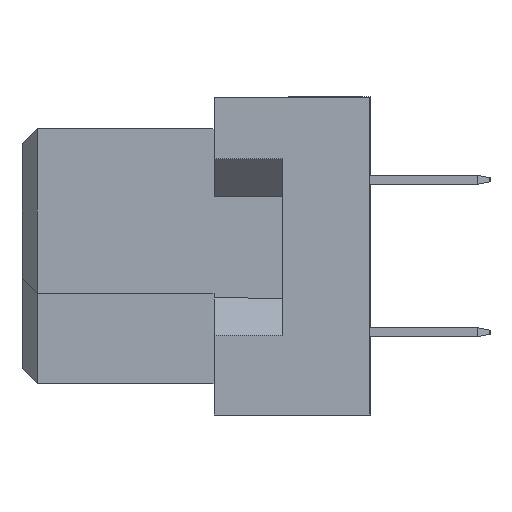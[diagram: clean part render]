
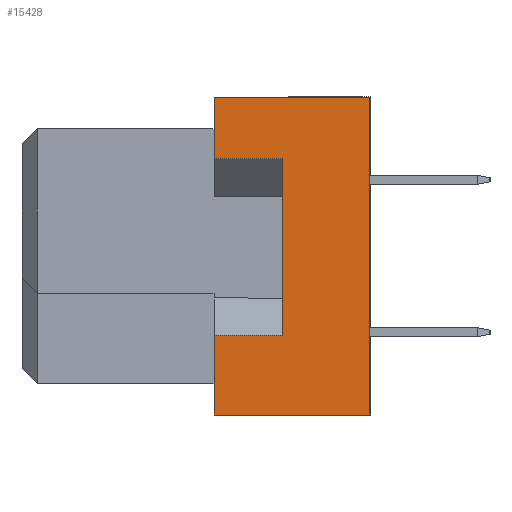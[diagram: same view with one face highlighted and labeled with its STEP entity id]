
A CAD part, left-side view. The second image highlights one B-rep face of the part: STEP entity #15428.
In plain terms, the highlighted planar face has unit normal (-1, 0, 0).
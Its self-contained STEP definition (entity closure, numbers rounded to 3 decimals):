
#314 = CARTESIAN_POINT ( 'NONE',  ( -27.5, -6.4, -5.3 ) ) ;
#393 = CARTESIAN_POINT ( 'NONE',  ( -27.5, -8.7, -2.65 ) ) ;
#532 = VECTOR ( 'NONE', #8220, 1000. ) ;
#691 = VECTOR ( 'NONE', #13686, 1000. ) ;
#756 = CARTESIAN_POINT ( 'NONE',  ( -27.5, -6.4, -5.3 ) ) ;
#1048 = DIRECTION ( 'NONE',  ( -1., 0., 0. ) ) ;
#1092 = AXIS2_PLACEMENT_3D ( 'NONE', #2857, #1048, #13899 ) ;
#1147 = VERTEX_POINT ( 'NONE', #393 ) ;
#1451 = VERTEX_POINT ( 'NONE', #13030 ) ;
#2006 = VECTOR ( 'NONE', #6647, 1000. ) ;
#2029 = LINE ( 'NONE', #17920, #6378 ) ;
#2740 = CARTESIAN_POINT ( 'NONE',  ( -27.5, -11.6, 5.3 ) ) ;
#2778 = VERTEX_POINT ( 'NONE', #12824 ) ;
#2786 = ORIENTED_EDGE ( 'NONE', *, *, #12088, .T. ) ;
#2857 = CARTESIAN_POINT ( 'NONE',  ( -27.5, -11.6, 5.3 ) ) ;
#3704 = ORIENTED_EDGE ( 'NONE', *, *, #16781, .F. ) ;
#4863 = LINE ( 'NONE', #314, #2006 ) ;
#5477 = VECTOR ( 'NONE', #15368, 1000. ) ;
#5568 = ORIENTED_EDGE ( 'NONE', *, *, #20784, .F. ) ;
#5898 = LINE ( 'NONE', #15367, #18843 ) ;
#5932 = DIRECTION ( 'NONE',  ( 0., 1., 0. ) ) ;
#5995 = VERTEX_POINT ( 'NONE', #7047 ) ;
#6378 = VECTOR ( 'NONE', #19495, 1000. ) ;
#6647 = DIRECTION ( 'NONE',  ( 0., 0., 1. ) ) ;
#6818 = CARTESIAN_POINT ( 'NONE',  ( -27.5, -6.4, 5.3 ) ) ;
#7047 = CARTESIAN_POINT ( 'NONE',  ( -27.5, -6.4, -2.65 ) ) ;
#7279 = CARTESIAN_POINT ( 'NONE',  ( -27.5, -11.6, 5.3 ) ) ;
#7508 = DIRECTION ( 'NONE',  ( 0., 1., 0. ) ) ;
#7530 = VERTEX_POINT ( 'NONE', #6818 ) ;
#7706 = PLANE ( 'NONE',  #1092 ) ;
#8220 = DIRECTION ( 'NONE',  ( 0., 0., 1. ) ) ;
#8294 = EDGE_CURVE ( 'NONE', #1451, #7530, #14320, .T. ) ;
#8528 = VECTOR ( 'NONE', #7508, 1000. ) ;
#8849 = VECTOR ( 'NONE', #5932, 1000. ) ;
#9265 = VERTEX_POINT ( 'NONE', #10639 ) ;
#10315 = LINE ( 'NONE', #7279, #691 ) ;
#10408 = DIRECTION ( 'NONE',  ( 0., 1., 0. ) ) ;
#10542 = LINE ( 'NONE', #10760, #8528 ) ;
#10639 = CARTESIAN_POINT ( 'NONE',  ( -27.5, -11.6, -5.3 ) ) ;
#10760 = CARTESIAN_POINT ( 'NONE',  ( -27.5, -11.6, -5.3 ) ) ;
#11350 = ORIENTED_EDGE ( 'NONE', *, *, #16280, .T. ) ;
#12088 = EDGE_CURVE ( 'NONE', #18740, #7530, #13785, .T. ) ;
#12743 = CARTESIAN_POINT ( 'NONE',  ( -27.5, -6.4, -5.3 ) ) ;
#12824 = CARTESIAN_POINT ( 'NONE',  ( -27.5, -8.7, 3.25 ) ) ;
#13001 = EDGE_LOOP ( 'NONE', ( #11350, #5568, #3704, #13610, #2786, #20773, #14091, #17883 ) ) ;
#13030 = CARTESIAN_POINT ( 'NONE',  ( -27.5, -6.4, 3.25 ) ) ;
#13610 = ORIENTED_EDGE ( 'NONE', *, *, #18549, .T. ) ;
#13686 = DIRECTION ( 'NONE',  ( 0., 0., 1. ) ) ;
#13785 = LINE ( 'NONE', #2740, #5477 ) ;
#13899 = DIRECTION ( 'NONE',  ( 0., 0., 1. ) ) ;
#13928 = LINE ( 'NONE', #20336, #8849 ) ;
#14091 = ORIENTED_EDGE ( 'NONE', *, *, #18516, .F. ) ;
#14320 = LINE ( 'NONE', #12743, #532 ) ;
#14832 = VERTEX_POINT ( 'NONE', #756 ) ;
#15367 = CARTESIAN_POINT ( 'NONE',  ( -27.5, -8.7, 3.25 ) ) ;
#15368 = DIRECTION ( 'NONE',  ( 0., 1., 0. ) ) ;
#15428 = ADVANCED_FACE ( 'NONE', ( #18732 ), #7706, .T. ) ;
#16280 = EDGE_CURVE ( 'NONE', #1147, #5995, #13928, .T. ) ;
#16781 = EDGE_CURVE ( 'NONE', #9265, #14832, #10542, .T. ) ;
#17883 = ORIENTED_EDGE ( 'NONE', *, *, #20367, .F. ) ;
#17920 = CARTESIAN_POINT ( 'NONE',  ( -27.5, -8.7, -2.65 ) ) ;
#18075 = CARTESIAN_POINT ( 'NONE',  ( -27.5, -11.6, 5.3 ) ) ;
#18516 = EDGE_CURVE ( 'NONE', #2778, #1451, #5898, .T. ) ;
#18549 = EDGE_CURVE ( 'NONE', #9265, #18740, #10315, .T. ) ;
#18732 = FACE_OUTER_BOUND ( 'NONE', #13001, .T. ) ;
#18740 = VERTEX_POINT ( 'NONE', #18075 ) ;
#18843 = VECTOR ( 'NONE', #10408, 1000. ) ;
#19495 = DIRECTION ( 'NONE',  ( 0., 0., 1. ) ) ;
#20336 = CARTESIAN_POINT ( 'NONE',  ( -27.5, -8.7, -2.65 ) ) ;
#20367 = EDGE_CURVE ( 'NONE', #1147, #2778, #2029, .T. ) ;
#20773 = ORIENTED_EDGE ( 'NONE', *, *, #8294, .F. ) ;
#20784 = EDGE_CURVE ( 'NONE', #14832, #5995, #4863, .T. ) ;
